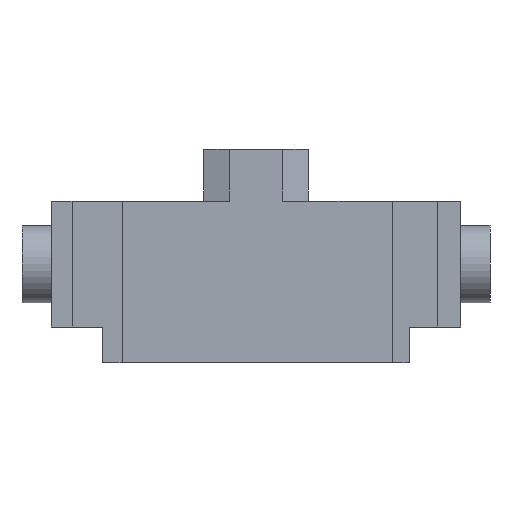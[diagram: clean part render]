
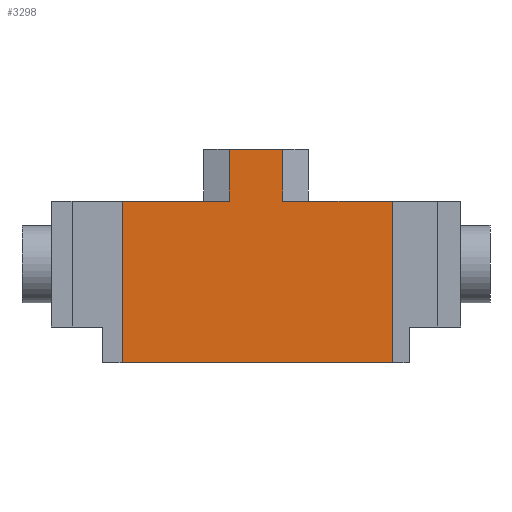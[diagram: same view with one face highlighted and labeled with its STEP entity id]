
A CAD part, front view. The second image highlights one B-rep face of the part: STEP entity #3298.
In plain terms, the highlighted planar face has unit normal (0, -1, 0).
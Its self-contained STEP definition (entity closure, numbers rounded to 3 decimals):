
#291 = PLANE('',#292);
#292 = AXIS2_PLACEMENT_3D('',#293,#294,#295);
#293 = CARTESIAN_POINT('',(12.7,15.9,-6.6));
#294 = DIRECTION('',(0.,0.,-1.));
#295 = DIRECTION('',(0.,-1.,0.));
#1054 = VERTEX_POINT('',#1055);
#1055 = CARTESIAN_POINT('',(8.45,-15.9,-6.6));
#1069 = PLANE('',#1070);
#1070 = AXIS2_PLACEMENT_3D('',#1071,#1072,#1073);
#1071 = CARTESIAN_POINT('',(8.45,-15.4,3.4));
#1072 = DIRECTION('',(-1.,0.,0.));
#1073 = DIRECTION('',(0.,-1.,0.));
#1081 = EDGE_CURVE('',#1054,#1082,#1084,.T.);
#1082 = VERTEX_POINT('',#1083);
#1083 = CARTESIAN_POINT('',(-8.3,-15.9,-6.6));
#1084 = SURFACE_CURVE('',#1085,(#1089,#1096),.PCURVE_S1.);
#1085 = LINE('',#1086,#1087);
#1086 = CARTESIAN_POINT('',(8.45,-15.9,-6.6));
#1087 = VECTOR('',#1088,1.);
#1088 = DIRECTION('',(-1.,0.,0.));
#1089 = PCURVE('',#291,#1090);
#1090 = DEFINITIONAL_REPRESENTATION('',(#1091),#1095);
#1091 = LINE('',#1092,#1093);
#1092 = CARTESIAN_POINT('',(31.8,4.25));
#1093 = VECTOR('',#1094,1.);
#1094 = DIRECTION('',(0.,1.));
#1095 = ( GEOMETRIC_REPRESENTATION_CONTEXT(2) 
PARAMETRIC_REPRESENTATION_CONTEXT() REPRESENTATION_CONTEXT('2D SPACE',''
  ) );
#1096 = PCURVE('',#1097,#1102);
#1097 = PLANE('',#1098);
#1098 = AXIS2_PLACEMENT_3D('',#1099,#1100,#1101);
#1099 = CARTESIAN_POINT('',(9.5,-15.9,-6.6));
#1100 = DIRECTION('',(0.,1.,0.));
#1101 = DIRECTION('',(0.,0.,1.));
#1102 = DEFINITIONAL_REPRESENTATION('',(#1103),#1107);
#1103 = LINE('',#1104,#1105);
#1104 = CARTESIAN_POINT('',(0.,-1.05));
#1105 = VECTOR('',#1106,1.);
#1106 = DIRECTION('',(0.,-1.));
#1107 = ( GEOMETRIC_REPRESENTATION_CONTEXT(2) 
PARAMETRIC_REPRESENTATION_CONTEXT() REPRESENTATION_CONTEXT('2D SPACE',''
  ) );
#1125 = PLANE('',#1126);
#1126 = AXIS2_PLACEMENT_3D('',#1127,#1128,#1129);
#1127 = CARTESIAN_POINT('',(-8.3,-15.3,3.4));
#1128 = DIRECTION('',(-1.,0.,0.));
#1129 = DIRECTION('',(0.,-1.,0.));
#2941 = PLANE('',#2942);
#2942 = AXIS2_PLACEMENT_3D('',#2943,#2944,#2945);
#2943 = CARTESIAN_POINT('',(-11.25,15.4,3.4));
#2944 = DIRECTION('',(-0.,0.,-1.));
#2945 = DIRECTION('',(0.,1.,0.));
#3254 = VERTEX_POINT('',#3255);
#3255 = CARTESIAN_POINT('',(8.45,-15.9,3.4));
#3276 = EDGE_CURVE('',#1054,#3254,#3277,.T.);
#3277 = SURFACE_CURVE('',#3278,(#3282,#3289),.PCURVE_S1.);
#3278 = LINE('',#3279,#3280);
#3279 = CARTESIAN_POINT('',(8.45,-15.9,-0.5));
#3280 = VECTOR('',#3281,1.);
#3281 = DIRECTION('',(0.,-0.,1.));
#3282 = PCURVE('',#1069,#3283);
#3283 = DEFINITIONAL_REPRESENTATION('',(#3284),#3288);
#3284 = LINE('',#3285,#3286);
#3285 = CARTESIAN_POINT('',(0.5,-3.9));
#3286 = VECTOR('',#3287,1.);
#3287 = DIRECTION('',(0.,1.));
#3288 = ( GEOMETRIC_REPRESENTATION_CONTEXT(2) 
PARAMETRIC_REPRESENTATION_CONTEXT() REPRESENTATION_CONTEXT('2D SPACE',''
  ) );
#3289 = PCURVE('',#1097,#3290);
#3290 = DEFINITIONAL_REPRESENTATION('',(#3291),#3295);
#3291 = LINE('',#3292,#3293);
#3292 = CARTESIAN_POINT('',(6.1,-1.05));
#3293 = VECTOR('',#3294,1.);
#3294 = DIRECTION('',(1.,0.));
#3295 = ( GEOMETRIC_REPRESENTATION_CONTEXT(2) 
PARAMETRIC_REPRESENTATION_CONTEXT() REPRESENTATION_CONTEXT('2D SPACE',''
  ) );
#3298 = ADVANCED_FACE('',(#3299),#1097,.F.);
#3299 = FACE_BOUND('',#3300,.F.);
#3300 = EDGE_LOOP('',(#3301,#3324,#3352,#3380,#3408,#3436,#3457,#3458));
#3301 = ORIENTED_EDGE('',*,*,#3302,.T.);
#3302 = EDGE_CURVE('',#1082,#3303,#3305,.T.);
#3303 = VERTEX_POINT('',#3304);
#3304 = CARTESIAN_POINT('',(-8.3,-15.9,3.4));
#3305 = SURFACE_CURVE('',#3306,(#3310,#3317),.PCURVE_S1.);
#3306 = LINE('',#3307,#3308);
#3307 = CARTESIAN_POINT('',(-8.3,-15.9,-0.5));
#3308 = VECTOR('',#3309,1.);
#3309 = DIRECTION('',(0.,-0.,1.));
#3310 = PCURVE('',#1097,#3311);
#3311 = DEFINITIONAL_REPRESENTATION('',(#3312),#3316);
#3312 = LINE('',#3313,#3314);
#3313 = CARTESIAN_POINT('',(6.1,-17.8));
#3314 = VECTOR('',#3315,1.);
#3315 = DIRECTION('',(1.,0.));
#3316 = ( GEOMETRIC_REPRESENTATION_CONTEXT(2) 
PARAMETRIC_REPRESENTATION_CONTEXT() REPRESENTATION_CONTEXT('2D SPACE',''
  ) );
#3317 = PCURVE('',#1125,#3318);
#3318 = DEFINITIONAL_REPRESENTATION('',(#3319),#3323);
#3319 = LINE('',#3320,#3321);
#3320 = CARTESIAN_POINT('',(0.6,-3.9));
#3321 = VECTOR('',#3322,1.);
#3322 = DIRECTION('',(0.,1.));
#3323 = ( GEOMETRIC_REPRESENTATION_CONTEXT(2) 
PARAMETRIC_REPRESENTATION_CONTEXT() REPRESENTATION_CONTEXT('2D SPACE',''
  ) );
#3324 = ORIENTED_EDGE('',*,*,#3325,.F.);
#3325 = EDGE_CURVE('',#3326,#3303,#3328,.T.);
#3326 = VERTEX_POINT('',#3327);
#3327 = CARTESIAN_POINT('',(-1.65,-15.9,3.4));
#3328 = SURFACE_CURVE('',#3329,(#3333,#3340),.PCURVE_S1.);
#3329 = LINE('',#3330,#3331);
#3330 = CARTESIAN_POINT('',(12.7,-15.9,3.4));
#3331 = VECTOR('',#3332,1.);
#3332 = DIRECTION('',(-1.,0.,0.));
#3333 = PCURVE('',#1097,#3334);
#3334 = DEFINITIONAL_REPRESENTATION('',(#3335),#3339);
#3335 = LINE('',#3336,#3337);
#3336 = CARTESIAN_POINT('',(10.,3.2));
#3337 = VECTOR('',#3338,1.);
#3338 = DIRECTION('',(0.,-1.));
#3339 = ( GEOMETRIC_REPRESENTATION_CONTEXT(2) 
PARAMETRIC_REPRESENTATION_CONTEXT() REPRESENTATION_CONTEXT('2D SPACE',''
  ) );
#3340 = PCURVE('',#3341,#3346);
#3341 = PLANE('',#3342);
#3342 = AXIS2_PLACEMENT_3D('',#3343,#3344,#3345);
#3343 = CARTESIAN_POINT('',(-11.25,15.4,3.4));
#3344 = DIRECTION('',(-0.,0.,-1.));
#3345 = DIRECTION('',(0.,1.,0.));
#3346 = DEFINITIONAL_REPRESENTATION('',(#3347),#3351);
#3347 = LINE('',#3348,#3349);
#3348 = CARTESIAN_POINT('',(-31.3,23.95));
#3349 = VECTOR('',#3350,1.);
#3350 = DIRECTION('',(0.,-1.));
#3351 = ( GEOMETRIC_REPRESENTATION_CONTEXT(2) 
PARAMETRIC_REPRESENTATION_CONTEXT() REPRESENTATION_CONTEXT('2D SPACE',''
  ) );
#3352 = ORIENTED_EDGE('',*,*,#3353,.F.);
#3353 = EDGE_CURVE('',#3354,#3326,#3356,.T.);
#3354 = VERTEX_POINT('',#3355);
#3355 = CARTESIAN_POINT('',(-1.65,-15.9,6.6));
#3356 = SURFACE_CURVE('',#3357,(#3361,#3368),.PCURVE_S1.);
#3357 = LINE('',#3358,#3359);
#3358 = CARTESIAN_POINT('',(-1.65,-15.9,3.4));
#3359 = VECTOR('',#3360,1.);
#3360 = DIRECTION('',(0.,0.,-1.));
#3361 = PCURVE('',#1097,#3362);
#3362 = DEFINITIONAL_REPRESENTATION('',(#3363),#3367);
#3363 = LINE('',#3364,#3365);
#3364 = CARTESIAN_POINT('',(10.,-11.15));
#3365 = VECTOR('',#3366,1.);
#3366 = DIRECTION('',(-1.,0.));
#3367 = ( GEOMETRIC_REPRESENTATION_CONTEXT(2) 
PARAMETRIC_REPRESENTATION_CONTEXT() REPRESENTATION_CONTEXT('2D SPACE',''
  ) );
#3368 = PCURVE('',#3369,#3374);
#3369 = PLANE('',#3370);
#3370 = AXIS2_PLACEMENT_3D('',#3371,#3372,#3373);
#3371 = CARTESIAN_POINT('',(-2.45,-15.667,3.4));
#3372 = DIRECTION('',(0.28,0.96,0.));
#3373 = DIRECTION('',(0.,0.,-1.));
#3374 = DEFINITIONAL_REPRESENTATION('',(#3375),#3379);
#3375 = LINE('',#3376,#3377);
#3376 = CARTESIAN_POINT('',(0.,-0.833));
#3377 = VECTOR('',#3378,1.);
#3378 = DIRECTION('',(1.,-0.));
#3379 = ( GEOMETRIC_REPRESENTATION_CONTEXT(2) 
PARAMETRIC_REPRESENTATION_CONTEXT() REPRESENTATION_CONTEXT('2D SPACE',''
  ) );
#3380 = ORIENTED_EDGE('',*,*,#3381,.F.);
#3381 = EDGE_CURVE('',#3382,#3354,#3384,.T.);
#3382 = VERTEX_POINT('',#3383);
#3383 = CARTESIAN_POINT('',(1.65,-15.9,6.6));
#3384 = SURFACE_CURVE('',#3385,(#3389,#3396),.PCURVE_S1.);
#3385 = LINE('',#3386,#3387);
#3386 = CARTESIAN_POINT('',(3.25,-15.9,6.6));
#3387 = VECTOR('',#3388,1.);
#3388 = DIRECTION('',(-1.,0.,0.));
#3389 = PCURVE('',#1097,#3390);
#3390 = DEFINITIONAL_REPRESENTATION('',(#3391),#3395);
#3391 = LINE('',#3392,#3393);
#3392 = CARTESIAN_POINT('',(13.2,-6.25));
#3393 = VECTOR('',#3394,1.);
#3394 = DIRECTION('',(0.,-1.));
#3395 = ( GEOMETRIC_REPRESENTATION_CONTEXT(2) 
PARAMETRIC_REPRESENTATION_CONTEXT() REPRESENTATION_CONTEXT('2D SPACE',''
  ) );
#3396 = PCURVE('',#3397,#3402);
#3397 = PLANE('',#3398);
#3398 = AXIS2_PLACEMENT_3D('',#3399,#3400,#3401);
#3399 = CARTESIAN_POINT('',(-1.65,-16.,6.6));
#3400 = DIRECTION('',(0.,0.,1.));
#3401 = DIRECTION('',(1.,0.,-0.));
#3402 = DEFINITIONAL_REPRESENTATION('',(#3403),#3407);
#3403 = LINE('',#3404,#3405);
#3404 = CARTESIAN_POINT('',(4.9,0.1));
#3405 = VECTOR('',#3406,1.);
#3406 = DIRECTION('',(-1.,0.));
#3407 = ( GEOMETRIC_REPRESENTATION_CONTEXT(2) 
PARAMETRIC_REPRESENTATION_CONTEXT() REPRESENTATION_CONTEXT('2D SPACE',''
  ) );
#3408 = ORIENTED_EDGE('',*,*,#3409,.F.);
#3409 = EDGE_CURVE('',#3410,#3382,#3412,.T.);
#3410 = VERTEX_POINT('',#3411);
#3411 = CARTESIAN_POINT('',(1.65,-15.9,3.4));
#3412 = SURFACE_CURVE('',#3413,(#3417,#3424),.PCURVE_S1.);
#3413 = LINE('',#3414,#3415);
#3414 = CARTESIAN_POINT('',(1.65,-15.9,5.));
#3415 = VECTOR('',#3416,1.);
#3416 = DIRECTION('',(-0.,0.,1.));
#3417 = PCURVE('',#1097,#3418);
#3418 = DEFINITIONAL_REPRESENTATION('',(#3419),#3423);
#3419 = LINE('',#3420,#3421);
#3420 = CARTESIAN_POINT('',(11.6,-7.85));
#3421 = VECTOR('',#3422,1.);
#3422 = DIRECTION('',(1.,0.));
#3423 = ( GEOMETRIC_REPRESENTATION_CONTEXT(2) 
PARAMETRIC_REPRESENTATION_CONTEXT() REPRESENTATION_CONTEXT('2D SPACE',''
  ) );
#3424 = PCURVE('',#3425,#3430);
#3425 = PLANE('',#3426);
#3426 = AXIS2_PLACEMENT_3D('',#3427,#3428,#3429);
#3427 = CARTESIAN_POINT('',(2.45,-15.667,3.4));
#3428 = DIRECTION('',(0.28,-0.96,0.));
#3429 = DIRECTION('',(0.,0.,-1.));
#3430 = DEFINITIONAL_REPRESENTATION('',(#3431),#3435);
#3431 = LINE('',#3432,#3433);
#3432 = CARTESIAN_POINT('',(-1.6,-0.833));
#3433 = VECTOR('',#3434,1.);
#3434 = DIRECTION('',(-1.,0.));
#3435 = ( GEOMETRIC_REPRESENTATION_CONTEXT(2) 
PARAMETRIC_REPRESENTATION_CONTEXT() REPRESENTATION_CONTEXT('2D SPACE',''
  ) );
#3436 = ORIENTED_EDGE('',*,*,#3437,.F.);
#3437 = EDGE_CURVE('',#3254,#3410,#3438,.T.);
#3438 = SURFACE_CURVE('',#3439,(#3443,#3450),.PCURVE_S1.);
#3439 = LINE('',#3440,#3441);
#3440 = CARTESIAN_POINT('',(12.7,-15.9,3.4));
#3441 = VECTOR('',#3442,1.);
#3442 = DIRECTION('',(-1.,0.,0.));
#3443 = PCURVE('',#1097,#3444);
#3444 = DEFINITIONAL_REPRESENTATION('',(#3445),#3449);
#3445 = LINE('',#3446,#3447);
#3446 = CARTESIAN_POINT('',(10.,3.2));
#3447 = VECTOR('',#3448,1.);
#3448 = DIRECTION('',(0.,-1.));
#3449 = ( GEOMETRIC_REPRESENTATION_CONTEXT(2) 
PARAMETRIC_REPRESENTATION_CONTEXT() REPRESENTATION_CONTEXT('2D SPACE',''
  ) );
#3450 = PCURVE('',#2941,#3451);
#3451 = DEFINITIONAL_REPRESENTATION('',(#3452),#3456);
#3452 = LINE('',#3453,#3454);
#3453 = CARTESIAN_POINT('',(-31.3,23.95));
#3454 = VECTOR('',#3455,1.);
#3455 = DIRECTION('',(0.,-1.));
#3456 = ( GEOMETRIC_REPRESENTATION_CONTEXT(2) 
PARAMETRIC_REPRESENTATION_CONTEXT() REPRESENTATION_CONTEXT('2D SPACE',''
  ) );
#3457 = ORIENTED_EDGE('',*,*,#3276,.F.);
#3458 = ORIENTED_EDGE('',*,*,#1081,.T.);
